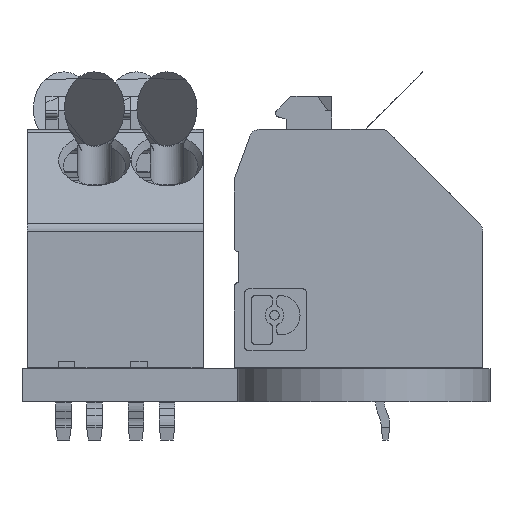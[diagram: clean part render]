
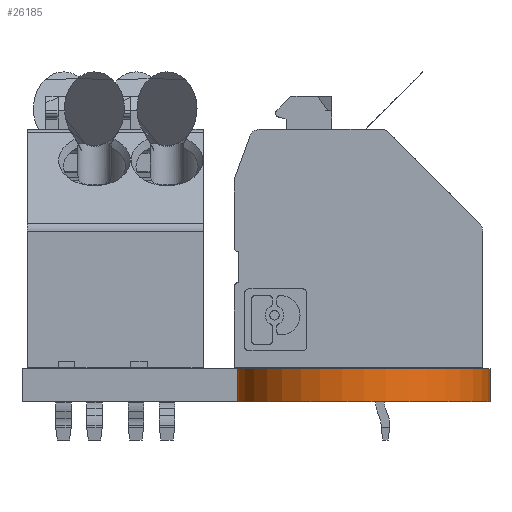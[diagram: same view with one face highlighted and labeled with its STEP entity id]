
A CAD part, left-side view. The second image highlights one B-rep face of the part: STEP entity #26185.
In plain terms, the highlighted cylindrical face has radius 6.1 mm (diameter 12.2 mm), a partial arc.
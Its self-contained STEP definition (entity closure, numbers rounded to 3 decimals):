
#24376 = PLANE('',#24377);
#24377 = AXIS2_PLACEMENT_3D('',#24378,#24379,#24380);
#24378 = CARTESIAN_POINT('',(0.052,-0.726,1.6));
#24379 = DIRECTION('',(0.,0.,1.));
#24380 = DIRECTION('',(1.,0.,-0.));
#24430 = PLANE('',#24431);
#24431 = AXIS2_PLACEMENT_3D('',#24432,#24433,#24434);
#24432 = CARTESIAN_POINT('',(0.052,-0.726,0.));
#24433 = DIRECTION('',(0.,0.,1.));
#24434 = DIRECTION('',(1.,0.,-0.));
#24561 = PLANE('',#24562);
#24562 = AXIS2_PLACEMENT_3D('',#24563,#24564,#24565);
#24563 = CARTESIAN_POINT('',(-15.05,0.9,0.));
#24564 = DIRECTION('',(0.,-1.,0.));
#24565 = DIRECTION('',(-1.,0.,0.));
#24600 = VERTEX_POINT('',#24601);
#24601 = CARTESIAN_POINT('',(-17.05,0.9,0.));
#24622 = EDGE_CURVE('',#24600,#24623,#24625,.T.);
#24623 = VERTEX_POINT('',#24624);
#24624 = CARTESIAN_POINT('',(-17.05,-11.3,0.));
#24625 = SURFACE_CURVE('',#24626,(#24631,#24638),.PCURVE_S1.);
#24626 = CIRCLE('',#24627,6.1);
#24627 = AXIS2_PLACEMENT_3D('',#24628,#24629,#24630);
#24628 = CARTESIAN_POINT('',(-17.05,-5.2,0.));
#24629 = DIRECTION('',(0.,0.,1.));
#24630 = DIRECTION('',(1.,0.,-0.));
#24631 = PCURVE('',#24430,#24632);
#24632 = DEFINITIONAL_REPRESENTATION('',(#24633),#24637);
#24633 = CIRCLE('',#24634,6.1);
#24634 = AXIS2_PLACEMENT_2D('',#24635,#24636);
#24635 = CARTESIAN_POINT('',(-17.103,-4.474));
#24636 = DIRECTION('',(1.,0.));
#24637 = ( GEOMETRIC_REPRESENTATION_CONTEXT(2) 
PARAMETRIC_REPRESENTATION_CONTEXT() REPRESENTATION_CONTEXT('2D SPACE',''
  ) );
#24638 = PCURVE('',#24639,#24644);
#24639 = CYLINDRICAL_SURFACE('',#24640,6.1);
#24640 = AXIS2_PLACEMENT_3D('',#24641,#24642,#24643);
#24641 = CARTESIAN_POINT('',(-17.05,-5.2,0.));
#24642 = DIRECTION('',(-0.,-0.,-1.));
#24643 = DIRECTION('',(1.,0.,-0.));
#24644 = DEFINITIONAL_REPRESENTATION('',(#24645),#24649);
#24645 = LINE('',#24646,#24647);
#24646 = CARTESIAN_POINT('',(-0.,0.));
#24647 = VECTOR('',#24648,1.);
#24648 = DIRECTION('',(-1.,0.));
#24649 = ( GEOMETRIC_REPRESENTATION_CONTEXT(2) 
PARAMETRIC_REPRESENTATION_CONTEXT() REPRESENTATION_CONTEXT('2D SPACE',''
  ) );
#24667 = PLANE('',#24668);
#24668 = AXIS2_PLACEMENT_3D('',#24669,#24670,#24671);
#24669 = CARTESIAN_POINT('',(-17.05,-11.3,0.));
#24670 = DIRECTION('',(-0.003,1.,0.));
#24671 = DIRECTION('',(1.,0.003,0.));
#25418 = VERTEX_POINT('',#25419);
#25419 = CARTESIAN_POINT('',(-17.05,0.9,1.6));
#25440 = EDGE_CURVE('',#25418,#25441,#25443,.T.);
#25441 = VERTEX_POINT('',#25442);
#25442 = CARTESIAN_POINT('',(-17.05,-11.3,1.6));
#25443 = SURFACE_CURVE('',#25444,(#25449,#25456),.PCURVE_S1.);
#25444 = CIRCLE('',#25445,6.1);
#25445 = AXIS2_PLACEMENT_3D('',#25446,#25447,#25448);
#25446 = CARTESIAN_POINT('',(-17.05,-5.2,1.6));
#25447 = DIRECTION('',(0.,0.,1.));
#25448 = DIRECTION('',(1.,0.,-0.));
#25449 = PCURVE('',#24376,#25450);
#25450 = DEFINITIONAL_REPRESENTATION('',(#25451),#25455);
#25451 = CIRCLE('',#25452,6.1);
#25452 = AXIS2_PLACEMENT_2D('',#25453,#25454);
#25453 = CARTESIAN_POINT('',(-17.103,-4.474));
#25454 = DIRECTION('',(1.,0.));
#25455 = ( GEOMETRIC_REPRESENTATION_CONTEXT(2) 
PARAMETRIC_REPRESENTATION_CONTEXT() REPRESENTATION_CONTEXT('2D SPACE',''
  ) );
#25456 = PCURVE('',#24639,#25457);
#25457 = DEFINITIONAL_REPRESENTATION('',(#25458),#25462);
#25458 = LINE('',#25459,#25460);
#25459 = CARTESIAN_POINT('',(-0.,-1.6));
#25460 = VECTOR('',#25461,1.);
#25461 = DIRECTION('',(-1.,0.));
#25462 = ( GEOMETRIC_REPRESENTATION_CONTEXT(2) 
PARAMETRIC_REPRESENTATION_CONTEXT() REPRESENTATION_CONTEXT('2D SPACE',''
  ) );
#26137 = EDGE_CURVE('',#24600,#25418,#26138,.T.);
#26138 = SURFACE_CURVE('',#26139,(#26143,#26150),.PCURVE_S1.);
#26139 = LINE('',#26140,#26141);
#26140 = CARTESIAN_POINT('',(-17.05,0.9,0.));
#26141 = VECTOR('',#26142,1.);
#26142 = DIRECTION('',(0.,0.,1.));
#26143 = PCURVE('',#24561,#26144);
#26144 = DEFINITIONAL_REPRESENTATION('',(#26145),#26149);
#26145 = LINE('',#26146,#26147);
#26146 = CARTESIAN_POINT('',(2.,0.));
#26147 = VECTOR('',#26148,1.);
#26148 = DIRECTION('',(0.,-1.));
#26149 = ( GEOMETRIC_REPRESENTATION_CONTEXT(2) 
PARAMETRIC_REPRESENTATION_CONTEXT() REPRESENTATION_CONTEXT('2D SPACE',''
  ) );
#26150 = PCURVE('',#24639,#26151);
#26151 = DEFINITIONAL_REPRESENTATION('',(#26152),#26156);
#26152 = LINE('',#26153,#26154);
#26153 = CARTESIAN_POINT('',(-1.571,0.));
#26154 = VECTOR('',#26155,1.);
#26155 = DIRECTION('',(-0.,-1.));
#26156 = ( GEOMETRIC_REPRESENTATION_CONTEXT(2) 
PARAMETRIC_REPRESENTATION_CONTEXT() REPRESENTATION_CONTEXT('2D SPACE',''
  ) );
#26185 = ADVANCED_FACE('',(#26186),#24639,.T.);
#26186 = FACE_BOUND('',#26187,.F.);
#26187 = EDGE_LOOP('',(#26188,#26189,#26190,#26211));
#26188 = ORIENTED_EDGE('',*,*,#26137,.T.);
#26189 = ORIENTED_EDGE('',*,*,#25440,.T.);
#26190 = ORIENTED_EDGE('',*,*,#26191,.F.);
#26191 = EDGE_CURVE('',#24623,#25441,#26192,.T.);
#26192 = SURFACE_CURVE('',#26193,(#26197,#26204),.PCURVE_S1.);
#26193 = LINE('',#26194,#26195);
#26194 = CARTESIAN_POINT('',(-17.05,-11.3,0.));
#26195 = VECTOR('',#26196,1.);
#26196 = DIRECTION('',(0.,0.,1.));
#26197 = PCURVE('',#24639,#26198);
#26198 = DEFINITIONAL_REPRESENTATION('',(#26199),#26203);
#26199 = LINE('',#26200,#26201);
#26200 = CARTESIAN_POINT('',(-4.712,0.));
#26201 = VECTOR('',#26202,1.);
#26202 = DIRECTION('',(-0.,-1.));
#26203 = ( GEOMETRIC_REPRESENTATION_CONTEXT(2) 
PARAMETRIC_REPRESENTATION_CONTEXT() REPRESENTATION_CONTEXT('2D SPACE',''
  ) );
#26204 = PCURVE('',#24667,#26205);
#26205 = DEFINITIONAL_REPRESENTATION('',(#26206),#26210);
#26206 = LINE('',#26207,#26208);
#26207 = CARTESIAN_POINT('',(0.,0.));
#26208 = VECTOR('',#26209,1.);
#26209 = DIRECTION('',(0.,-1.));
#26210 = ( GEOMETRIC_REPRESENTATION_CONTEXT(2) 
PARAMETRIC_REPRESENTATION_CONTEXT() REPRESENTATION_CONTEXT('2D SPACE',''
  ) );
#26211 = ORIENTED_EDGE('',*,*,#24622,.F.);
